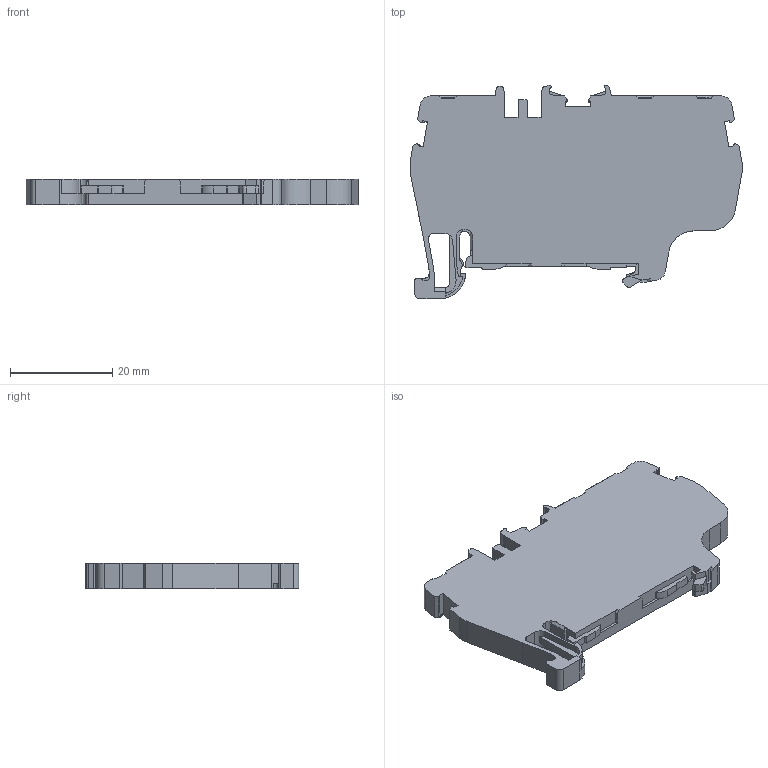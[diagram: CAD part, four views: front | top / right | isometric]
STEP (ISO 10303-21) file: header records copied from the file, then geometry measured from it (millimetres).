
FILE_DESCRIPTION (( 'STEP AP214' ), '1' );
FILE_NAME ('336550_PYK 2,5 ET.STP', '2015-08-07T10:00:45', ( '' ), ( '' ), 'SwSTEP 2.0', 'SolidWorks 2015', '' );
FILE_SCHEMA (( 'AUTOMOTIVE_DESIGN' ));
Length unit declared in the file: millimetre
Products named in the file (1): 336550_PYK 2,5 ET
Bounding box: 64.85 x 41.69 x 5 mm (x, y, z)
Volume: 9660 mm3; surface area: 5460.1 mm2
Topology: 1 solids, 1 shells, 323 faces, 933 edges, 615 vertices
Faces by surface type: plane 216, cylinder 101, cone 6
Entity records: 14188 total; most frequent: CARTESIAN_POINT 1971, ORIENTED_EDGE 1866, DIRECTION 1767, EDGE_CURVE 933, LINE 681, VECTOR 681, VERTEX_POINT 615, AXIS2_PLACEMENT_3D 543
